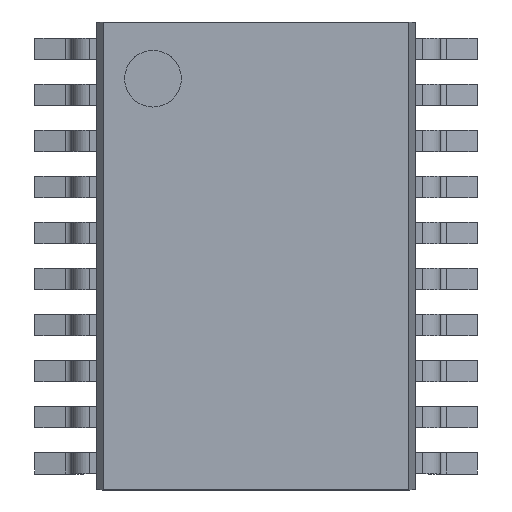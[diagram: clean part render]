
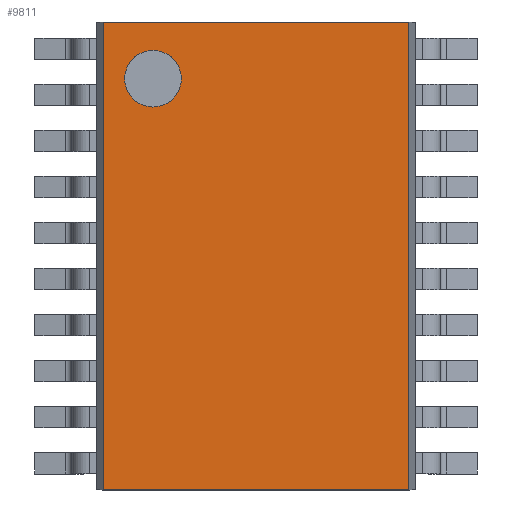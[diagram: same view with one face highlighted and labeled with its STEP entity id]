
A CAD part, top view. The second image highlights one B-rep face of the part: STEP entity #9811.
In plain terms, the highlighted planar face has unit normal (0, 0, 1).
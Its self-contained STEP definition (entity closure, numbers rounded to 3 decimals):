
#9530=CARTESIAN_POINT('',(-1.053,2.5,1.2));
#9531=VERTEX_POINT('',#9530);
#9540=CARTESIAN_POINT('',(-1.853,2.5,1.2));
#9541=VERTEX_POINT('',#9540);
#9542=CARTESIAN_POINT('',(-1.453,2.5,1.2));
#9543=DIRECTION('',(0.0,0.0,-1.0));
#9544=DIRECTION('',(1.0,0.0,0.0));
#9545=AXIS2_PLACEMENT_3D('',#9542,#9543,#9544);
#9546=CIRCLE('',#9545,0.4);
#9547=EDGE_CURVE('',#9541,#9531,#9546,.T.);
#9717=CARTESIAN_POINT('',(-1.453,2.5,1.2));
#9718=DIRECTION('',(0.0,0.0,-1.0));
#9719=DIRECTION('',(1.0,0.0,0.0));
#9720=AXIS2_PLACEMENT_3D('',#9717,#9718,#9719);
#9721=CIRCLE('',#9720,0.4);
#9722=EDGE_CURVE('',#9531,#9541,#9721,.T.);
#9744=CARTESIAN_POINT('',(2.153,3.3,1.2));
#9745=VERTEX_POINT('',#9744);
#9752=CARTESIAN_POINT('',(2.153,-3.3,1.2));
#9753=VERTEX_POINT('',#9752);
#9754=CARTESIAN_POINT('',(2.153,-3.3,1.2));
#9755=DIRECTION('',(0.0,1.0,0.0));
#9756=VECTOR('',#9755,6.6);
#9757=LINE('',#9754,#9756);
#9758=EDGE_CURVE('',#9753,#9745,#9757,.T.);
#9777=CARTESIAN_POINT('',(2.171,-5.35,1.2));
#9778=DIRECTION('',(0.0,0.0,1.0));
#9779=DIRECTION('',(0.0,-1.0,0.0));
#9780=AXIS2_PLACEMENT_3D('',#9777,#9778,#9779);
#9781=PLANE('',#9780);
#9782=CARTESIAN_POINT('',(-2.153,3.3,1.2));
#9783=VERTEX_POINT('',#9782);
#9784=CARTESIAN_POINT('',(2.153,3.3,1.2));
#9785=DIRECTION('',(-1.0,0.0,0.0));
#9786=VECTOR('',#9785,4.306);
#9787=LINE('',#9784,#9786);
#9788=EDGE_CURVE('',#9745,#9783,#9787,.T.);
#9789=ORIENTED_EDGE('',*,*,#9788,.T.);
#9790=CARTESIAN_POINT('',(-2.153,-3.3,1.2));
#9791=VERTEX_POINT('',#9790);
#9792=CARTESIAN_POINT('',(-2.153,3.3,1.2));
#9793=DIRECTION('',(0.0,-1.0,0.0));
#9794=VECTOR('',#9793,6.6);
#9795=LINE('',#9792,#9794);
#9796=EDGE_CURVE('',#9791,#9783,#9795,.F.);
#9797=ORIENTED_EDGE('',*,*,#9796,.F.);
#9798=CARTESIAN_POINT('',(2.153,-3.3,1.2));
#9799=DIRECTION('',(-1.0,0.0,0.0));
#9800=VECTOR('',#9799,4.306);
#9801=LINE('',#9798,#9800);
#9802=EDGE_CURVE('',#9753,#9791,#9801,.T.);
#9803=ORIENTED_EDGE('',*,*,#9802,.F.);
#9804=ORIENTED_EDGE('',*,*,#9758,.T.);
#9805=EDGE_LOOP('',(#9789,#9797,#9803,#9804));
#9806=FACE_OUTER_BOUND('',#9805,.T.);
#9807=ORIENTED_EDGE('',*,*,#9722,.T.);
#9808=ORIENTED_EDGE('',*,*,#9547,.T.);
#9809=EDGE_LOOP('',(#9807,#9808));
#9810=FACE_BOUND('',#9809,.T.);
#9811=ADVANCED_FACE('',(#9806,#9810),#9781,.T.);
